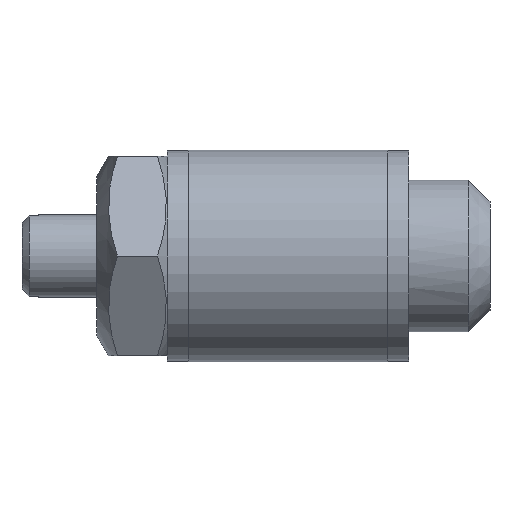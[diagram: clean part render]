
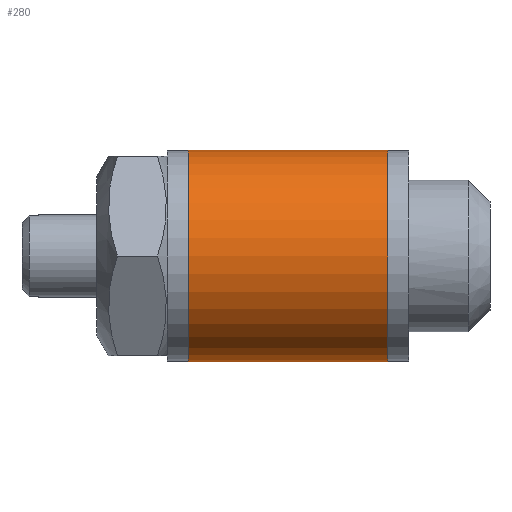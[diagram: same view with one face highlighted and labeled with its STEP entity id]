
A CAD part, left-side view. The second image highlights one B-rep face of the part: STEP entity #280.
In plain terms, the highlighted cylindrical face has radius 9 mm (diameter 18 mm), a partial arc.
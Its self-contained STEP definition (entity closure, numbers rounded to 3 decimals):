
#165 = ORIENTED_EDGE ( 'NONE', *, *, #363, .T. ) ;
#273 = EDGE_CURVE ( 'NONE', #313, #364, #1363, .T. ) ;
#280 = ADVANCED_FACE ( 'NONE', ( #1393 ), #1351, .T. ) ;
#281 = ORIENTED_EDGE ( 'NONE', *, *, #332, .F. ) ;
#313 = VERTEX_POINT ( 'NONE', #1416 ) ;
#324 = ORIENTED_EDGE ( 'NONE', *, *, #273, .T. ) ;
#327 = ORIENTED_EDGE ( 'NONE', *, *, #356, .F. ) ;
#332 = EDGE_CURVE ( 'NONE', #358, #354, #1406, .T. ) ;
#348 = EDGE_LOOP ( 'NONE', ( #327, #324, #165, #281 ) ) ;
#354 = VERTEX_POINT ( 'NONE', #1459 ) ;
#356 = EDGE_CURVE ( 'NONE', #313, #358, #1477, .T. ) ;
#358 = VERTEX_POINT ( 'NONE', #1443 ) ;
#363 = EDGE_CURVE ( 'NONE', #364, #354, #1464, .T. ) ;
#364 = VERTEX_POINT ( 'NONE', #1511 ) ;
#1349 = DIRECTION ( 'NONE',  ( 0., -1., 0. ) ) ;
#1350 = AXIS2_PLACEMENT_3D ( 'NONE', #1423, #1422, #1421 ) ;
#1351 = CYLINDRICAL_SURFACE ( 'NONE', #1350, 9. ) ;
#1352 = DIRECTION ( 'NONE',  ( 0., 0., -1. ) ) ;
#1362 = AXIS2_PLACEMENT_3D ( 'NONE', #1392, #1349, #1352 ) ;
#1363 = CIRCLE ( 'NONE', #1362, 9. ) ;
#1375 = CARTESIAN_POINT ( 'NONE',  ( 0., 8.7, 0. ) ) ;
#1392 = CARTESIAN_POINT ( 'NONE',  ( 0., 25.7, 0. ) ) ;
#1393 = FACE_OUTER_BOUND ( 'NONE', #348, .T. ) ;
#1403 = DIRECTION ( 'NONE',  ( 0., 0., -1. ) ) ;
#1404 = DIRECTION ( 'NONE',  ( 0., -1., 0. ) ) ;
#1405 = AXIS2_PLACEMENT_3D ( 'NONE', #1375, #1404, #1403 ) ;
#1406 = CIRCLE ( 'NONE', #1405, 9. ) ;
#1416 = CARTESIAN_POINT ( 'NONE',  ( 0., 25.7, 9. ) ) ;
#1421 = DIRECTION ( 'NONE',  ( 0., 0., -1. ) ) ;
#1422 = DIRECTION ( 'NONE',  ( 0., -1., 0. ) ) ;
#1423 = CARTESIAN_POINT ( 'NONE',  ( 0., 0., 0. ) ) ;
#1443 = CARTESIAN_POINT ( 'NONE',  ( 0., 8.7, 9. ) ) ;
#1444 = DIRECTION ( 'NONE',  ( 0., -1., 0. ) ) ;
#1459 = CARTESIAN_POINT ( 'NONE',  ( 0., 8.7, -9. ) ) ;
#1461 = DIRECTION ( 'NONE',  ( 0., -1., 0. ) ) ;
#1462 = VECTOR ( 'NONE', #1461, 1000. ) ;
#1463 = CARTESIAN_POINT ( 'NONE',  ( 0., 0., -9. ) ) ;
#1464 = LINE ( 'NONE', #1463, #1462 ) ;
#1475 = VECTOR ( 'NONE', #1444, 1000. ) ;
#1476 = CARTESIAN_POINT ( 'NONE',  ( 0., 0., 9. ) ) ;
#1477 = LINE ( 'NONE', #1476, #1475 ) ;
#1511 = CARTESIAN_POINT ( 'NONE',  ( 0., 25.7, -9. ) ) ;
